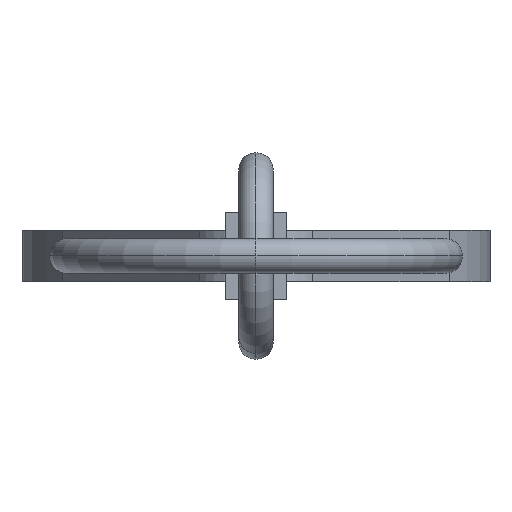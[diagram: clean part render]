
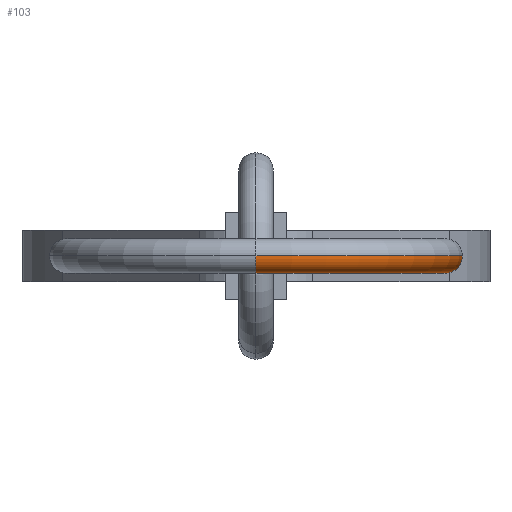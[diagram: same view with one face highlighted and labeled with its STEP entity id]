
A CAD part, left-side view. The second image highlights one B-rep face of the part: STEP entity #103.
In plain terms, the highlighted toroidal (fillet/blend) face has major radius 11 mm and minor radius 1 mm.
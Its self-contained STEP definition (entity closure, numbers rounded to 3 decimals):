
#103=ADVANCED_FACE('',(#271),#272,.T.);
#271=FACE_OUTER_BOUND('',#513,.T.);
#272=TOROIDAL_SURFACE('',#514,11.0,1.0);
#513=EDGE_LOOP('',(#741,#742,#743,#744));
#514=AXIS2_PLACEMENT_3D('',#745,#746,#747);
#741=ORIENTED_EDGE('',*,*,#1412,.F.);
#742=ORIENTED_EDGE('',*,*,#1413,.T.);
#743=ORIENTED_EDGE('',*,*,#1414,.F.);
#744=ORIENTED_EDGE('',*,*,#1415,.T.);
#745=CARTESIAN_POINT('',(-9.49,0.0,0.0));
#746=DIRECTION('',(0.0,0.0,1.0));
#747=DIRECTION('',(1.0,0.0,0.0));
#1412=EDGE_CURVE('',#1677,#1678,#1679,.T.);
#1413=EDGE_CURVE('',#1677,#1680,#1681,.T.);
#1414=EDGE_CURVE('',#1682,#1680,#1683,.T.);
#1415=EDGE_CURVE('',#1682,#1678,#1684,.T.);
#1677=VERTEX_POINT('',#2066);
#1678=VERTEX_POINT('',#2067);
#1679=CIRCLE('',#2068,12.0);
#1680=VERTEX_POINT('',#2069);
#1681=CIRCLE('',#2070,1.0);
#1682=VERTEX_POINT('',#2071);
#1683=CIRCLE('',#2072,10.0);
#1684=CIRCLE('',#2073,1.0);
#2066=CARTESIAN_POINT('',(-21.49,0.,0.));
#2067=CARTESIAN_POINT('',(2.51,0.,0.));
#2068=AXIS2_PLACEMENT_3D('',#2520,#2521,#2522);
#2069=CARTESIAN_POINT('',(-19.49,0.,0.));
#2070=AXIS2_PLACEMENT_3D('',#2523,#2524,#2525);
#2071=CARTESIAN_POINT('',(0.51,0.,0.));
#2072=AXIS2_PLACEMENT_3D('',#2526,#2527,#2528);
#2073=AXIS2_PLACEMENT_3D('',#2529,#2530,#2531);
#2520=CARTESIAN_POINT('',(-9.49,0.0,0.));
#2521=DIRECTION('',(0.0,0.0,1.0));
#2522=DIRECTION('',(1.0,0.0,0.0));
#2523=CARTESIAN_POINT('',(-20.49,0.,0.0));
#2524=DIRECTION('',(0.,-1.0,0.0));
#2525=DIRECTION('',(-1.0,0.,0.0));
#2526=CARTESIAN_POINT('',(-9.49,0.0,0.));
#2527=DIRECTION('',(0.0,0.0,-1.0));
#2528=DIRECTION('',(1.0,0.0,0.0));
#2529=CARTESIAN_POINT('',(1.51,0.,0.0));
#2530=DIRECTION('',(0.,-1.0,0.0));
#2531=DIRECTION('',(1.0,0.,-0.0));
